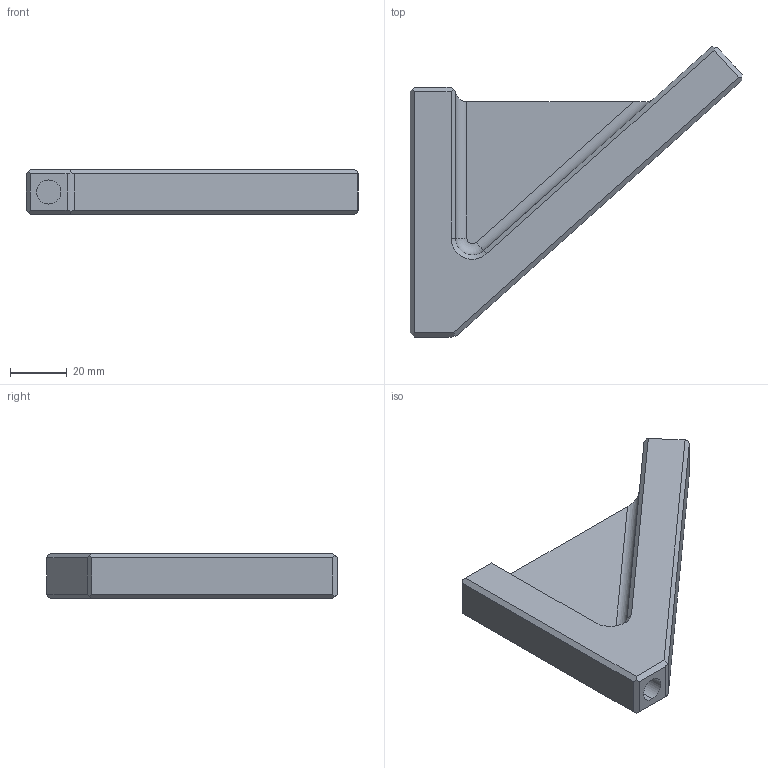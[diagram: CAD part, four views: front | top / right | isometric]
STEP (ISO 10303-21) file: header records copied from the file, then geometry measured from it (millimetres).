
FILE_DESCRIPTION (( 'STEP AP203' ), '1' );
FILE_NAME ('TR AV.STEP', '2023-09-25T18:53:18', ( '' ), ( '' ), 'SwSTEP 2.0', 'SolidWorks 2018', '' );
FILE_SCHEMA (( 'CONFIG_CONTROL_DESIGN' ));
Length unit declared in the file: millimetre
Products named in the file (1): TR AV
Bounding box: 117.08 x 102.29 x 16 mm (x, y, z)
Volume: 60895 mm3; surface area: 18777 mm2
Topology: 1 solids, 1 shells, 54 faces, 137 edges, 88 vertices
Faces by surface type: plane 35, cylinder 15, torus 2, cone 2
Entity records: 1724 total; most frequent: CARTESIAN_POINT 348, ORIENTED_EDGE 274, DIRECTION 263, EDGE_CURVE 137, VECTOR 101, LINE 101, VERTEX_POINT 88, AXIS2_PLACEMENT_3D 81
